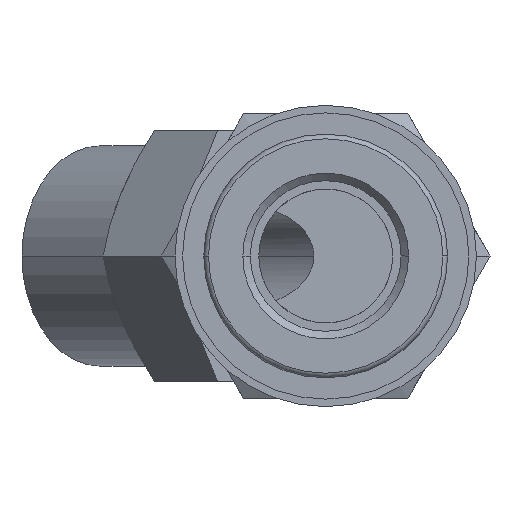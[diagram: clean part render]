
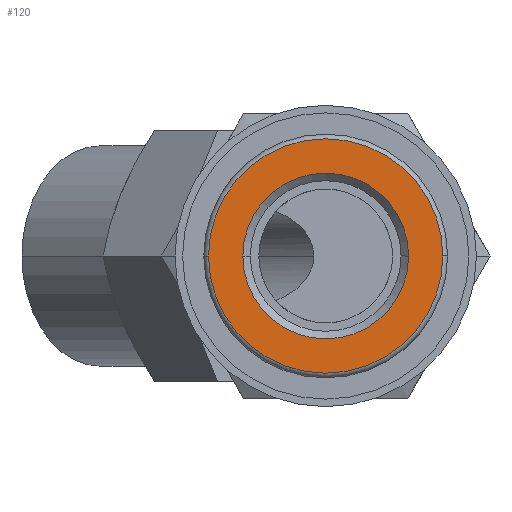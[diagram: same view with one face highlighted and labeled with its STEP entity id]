
A CAD part, front view. The second image highlights one B-rep face of the part: STEP entity #120.
In plain terms, the highlighted planar face has unit normal (0, -1, 0).
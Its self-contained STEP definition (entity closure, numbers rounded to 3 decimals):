
#120=ADVANCED_FACE('',(#311,#312),#313,.T.);
#311=FACE_BOUND('',#580,.T.);
#312=FACE_OUTER_BOUND('',#581,.T.);
#313=PLANE('',#582);
#580=EDGE_LOOP('',(#873,#874));
#581=EDGE_LOOP('',(#875,#876));
#582=AXIS2_PLACEMENT_3D('',#877,#878,#879);
#873=ORIENTED_EDGE('',*,*,#1567,.T.);
#874=ORIENTED_EDGE('',*,*,#1568,.T.);
#875=ORIENTED_EDGE('',*,*,#1569,.T.);
#876=ORIENTED_EDGE('',*,*,#1570,.T.);
#877=CARTESIAN_POINT('',(0.0,0.0,0.0));
#878=DIRECTION('',(0.0,-1.0,0.0));
#879=DIRECTION('',(1.0,0.0,0.));
#1567=EDGE_CURVE('',#1863,#1864,#1865,.T.);
#1568=EDGE_CURVE('',#1864,#1863,#1866,.T.);
#1569=EDGE_CURVE('',#1867,#1868,#1869,.T.);
#1570=EDGE_CURVE('',#1868,#1867,#1870,.T.);
#1863=VERTEX_POINT('',#2326);
#1864=VERTEX_POINT('',#2327);
#1865=CIRCLE('',#2328,4.95);
#1866=CIRCLE('',#2329,4.95);
#1867=VERTEX_POINT('',#2330);
#1868=VERTEX_POINT('',#2331);
#1869=CIRCLE('',#2332,7.0);
#1870=CIRCLE('',#2333,7.0);
#2326=CARTESIAN_POINT('',(4.95,0.0,0.0));
#2327=CARTESIAN_POINT('',(-4.95,0.0,0.));
#2328=AXIS2_PLACEMENT_3D('',#3126,#3127,#3128);
#2329=AXIS2_PLACEMENT_3D('',#3129,#3130,#3131);
#2330=CARTESIAN_POINT('',(-7.0,0.0,0.));
#2331=CARTESIAN_POINT('',(7.0,0.0,0.));
#2332=AXIS2_PLACEMENT_3D('',#3132,#3133,#3134);
#2333=AXIS2_PLACEMENT_3D('',#3135,#3136,#3137);
#3126=CARTESIAN_POINT('',(0.0,0.0,0.0));
#3127=DIRECTION('',(0.0,1.0,0.0));
#3128=DIRECTION('',(-1.0,0.0,0.));
#3129=CARTESIAN_POINT('',(0.0,0.0,0.0));
#3130=DIRECTION('',(0.0,1.0,0.0));
#3131=DIRECTION('',(-1.0,0.0,0.));
#3132=CARTESIAN_POINT('',(0.0,0.0,0.0));
#3133=DIRECTION('',(0.0,-1.0,-0.0));
#3134=DIRECTION('',(-1.0,0.0,0.));
#3135=CARTESIAN_POINT('',(0.0,0.0,0.0));
#3136=DIRECTION('',(0.0,-1.0,-0.0));
#3137=DIRECTION('',(-1.0,0.0,0.));
